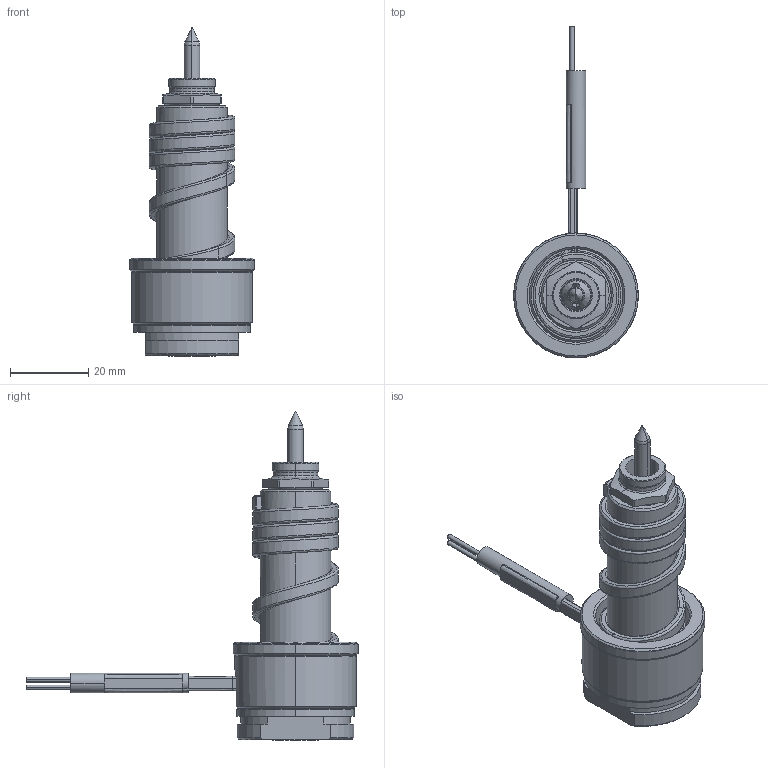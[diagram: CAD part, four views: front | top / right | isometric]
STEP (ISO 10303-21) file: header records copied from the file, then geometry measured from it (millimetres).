
FILE_DESCRIPTION((''),'2;1');
FILE_NAME('SM-76-BKV-N','2014-03-03T',('Íàòàëüÿ'),('IMID'),'PRO/ENGINEER BY PARAMETRIC TECHNOLOGY CORPORATION, 2010180','PRO/ENGINEER BY PARAMETRIC TECHNOLOGY CORPORATION, 2010180','');
FILE_SCHEMA(('CONFIG_CONTROL_DESIGN'));
Length unit declared in the file: millimetre
Products named in the file (1): SM-76-BKV-N
Bounding box: 32 x 85 x 84.2 mm (x, y, z)
Volume: 27722.3 mm3; surface area: 16509.5 mm2
Topology: 1 solids, 13 shells, 339 faces, 854 edges, 508 vertices
Faces by surface type: cylinder 122, cone 60, plane 56, bspline 54, torus 29, revolution 9, extrusion 7, sphere 2
Entity records: 16388 total; most frequent: CARTESIAN_POINT 8567, ORIENTED_EDGE 1648, DIRECTION 1566, EDGE_CURVE 844, AXIS2_PLACEMENT_3D 630, VERTEX_POINT 508, EDGE_LOOP 366, CIRCLE 360
